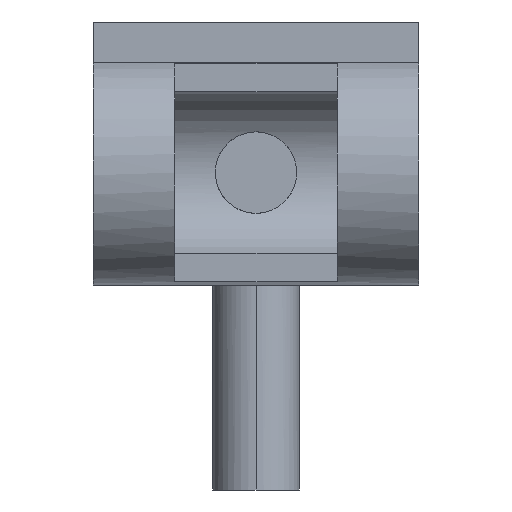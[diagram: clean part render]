
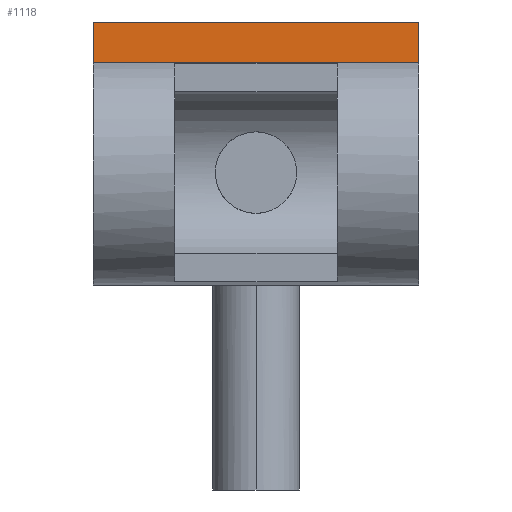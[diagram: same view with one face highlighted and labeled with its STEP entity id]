
A CAD part, front view. The second image highlights one B-rep face of the part: STEP entity #1118.
In plain terms, the highlighted planar face has unit normal (0, -1, 0).
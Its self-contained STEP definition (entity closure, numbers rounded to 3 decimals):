
#292 = EDGE_CURVE ( 'NONE', #425, #1323, #687, .T. ) ;
#295 = DIRECTION ( 'NONE',  ( 0., 0., 1. ) ) ;
#372 = VECTOR ( 'NONE', #2302, 1000. ) ;
#425 = VERTEX_POINT ( 'NONE', #1883 ) ;
#440 = DIRECTION ( 'NONE',  ( 0., 0., -1. ) ) ;
#499 = PLANE ( 'NONE',  #862 ) ;
#506 = ORIENTED_EDGE ( 'NONE', *, *, #292, .T. ) ;
#667 = VECTOR ( 'NONE', #2293, 1000. ) ;
#687 = LINE ( 'NONE', #1449, #1586 ) ;
#769 = LINE ( 'NONE', #1527, #667 ) ;
#777 = LINE ( 'NONE', #1536, #372 ) ;
#862 = AXIS2_PLACEMENT_3D ( 'NONE', #1272, #2041, #295 ) ;
#1118 = ADVANCED_FACE ( 'NONE', ( #2221 ), #499, .F. ) ;
#1139 = CARTESIAN_POINT ( 'NONE',  ( -60., -9., 55.512 ) ) ;
#1265 = ORIENTED_EDGE ( 'NONE', *, *, #1374, .F. ) ;
#1272 = CARTESIAN_POINT ( 'NONE',  ( 60., -9., 55.512 ) ) ;
#1323 = VERTEX_POINT ( 'NONE', #1139 ) ;
#1374 = EDGE_CURVE ( 'NONE', #2014, #2318, #769, .T. ) ;
#1398 = LINE ( 'NONE', #2168, #2262 ) ;
#1449 = CARTESIAN_POINT ( 'NONE',  ( 60., -9., 55.512 ) ) ;
#1527 = CARTESIAN_POINT ( 'NONE',  ( 60., -9., 40.512 ) ) ;
#1529 = CARTESIAN_POINT ( 'NONE',  ( -60., -9., 40.512 ) ) ;
#1536 = CARTESIAN_POINT ( 'NONE',  ( 60., -9., 55.512 ) ) ;
#1586 = VECTOR ( 'NONE', #2216, 1000. ) ;
#1733 = EDGE_CURVE ( 'NONE', #425, #2014, #777, .T. ) ;
#1831 = ORIENTED_EDGE ( 'NONE', *, *, #2098, .T. ) ;
#1882 = CARTESIAN_POINT ( 'NONE',  ( 60., -9., 40.512 ) ) ;
#1883 = CARTESIAN_POINT ( 'NONE',  ( 60., -9., 55.512 ) ) ;
#2014 = VERTEX_POINT ( 'NONE', #1882 ) ;
#2041 = DIRECTION ( 'NONE',  ( 0., 1., 0. ) ) ;
#2055 = EDGE_LOOP ( 'NONE', ( #1831, #1265, #2402, #506 ) ) ;
#2098 = EDGE_CURVE ( 'NONE', #1323, #2318, #1398, .T. ) ;
#2168 = CARTESIAN_POINT ( 'NONE',  ( -60., -9., 55.512 ) ) ;
#2216 = DIRECTION ( 'NONE',  ( -1., 0., 0. ) ) ;
#2221 = FACE_OUTER_BOUND ( 'NONE', #2055, .T. ) ;
#2262 = VECTOR ( 'NONE', #440, 1000. ) ;
#2293 = DIRECTION ( 'NONE',  ( -1., 0., 0. ) ) ;
#2302 = DIRECTION ( 'NONE',  ( 0., 0., -1. ) ) ;
#2318 = VERTEX_POINT ( 'NONE', #1529 ) ;
#2402 = ORIENTED_EDGE ( 'NONE', *, *, #1733, .F. ) ;
